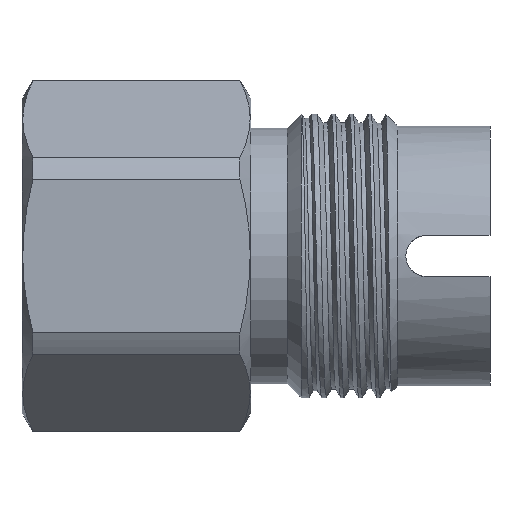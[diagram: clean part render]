
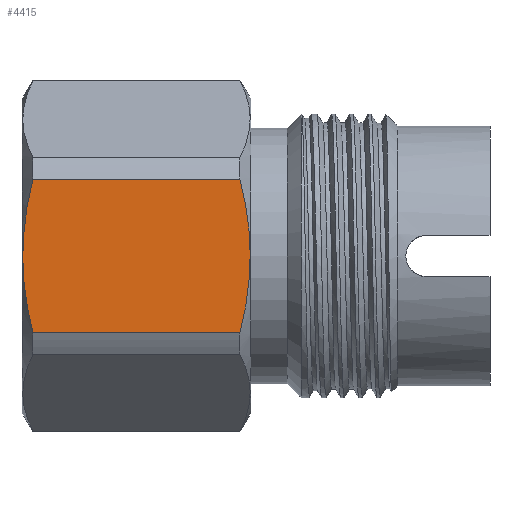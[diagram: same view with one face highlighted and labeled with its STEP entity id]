
A CAD part, left-side view. The second image highlights one B-rep face of the part: STEP entity #4415.
In plain terms, the highlighted planar face has unit normal (-1, 0, 0).
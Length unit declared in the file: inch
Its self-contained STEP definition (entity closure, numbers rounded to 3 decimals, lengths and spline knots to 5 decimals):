
#229 = DIRECTION ( 'NONE',  ( 1., 0., 0. ) ) ;
#607 = CARTESIAN_POINT ( 'NONE',  ( -0.625, 1.84711, -0.0513 ) ) ;
#657 = CARTESIAN_POINT ( 'NONE',  ( -0.625, 1.8067, 0.30397 ) ) ;
#696 = VECTOR ( 'NONE', #10890, 39.37008 ) ;
#826 = CARTESIAN_POINT ( 'NONE',  ( -0.625, 1.84343, -0.10219 ) ) ;
#1277 = ORIENTED_EDGE ( 'NONE', *, *, #12020, .F. ) ;
#1481 = DIRECTION ( 'NONE',  ( 0., 0., -1. ) ) ;
#1729 = ORIENTED_EDGE ( 'NONE', *, *, #11649, .F. ) ;
#1911 = EDGE_LOOP ( 'NONE', ( #1277, #13820, #1729, #2563 ) ) ;
#1953 = CARTESIAN_POINT ( 'NONE',  ( -0.625, 0.9883, -0.30397 ) ) ;
#1958 = CARTESIAN_POINT ( 'NONE',  ( -0.625, 1.82873, -0.20342 ) ) ;
#2513 = VECTOR ( 'NONE', #13810, 39.37008 ) ;
#2563 = ORIENTED_EDGE ( 'NONE', *, *, #15527, .F. ) ;
#4405 = CARTESIAN_POINT ( 'NONE',  ( -0.625, 0.9883, 0.30397 ) ) ;
#4415 = ADVANCED_FACE ( 'NONE', ( #9975 ), #10503, .F. ) ;
#4474 = CARTESIAN_POINT ( 'NONE',  ( -0.625, 1.83987, 0.12829 ) ) ;
#4572 = CARTESIAN_POINT ( 'NONE',  ( -0.625, 0.96199, -0.17815 ) ) ;
#4628 = CARTESIAN_POINT ( 'NONE',  ( -0.625, 0.94788, 0.02545 ) ) ;
#4860 = B_SPLINE_CURVE_WITH_KNOTS ( 'NONE', 3,
 ( #4405, #15904, #5819, #12315, #5932, #13547, #4628, #9781, #13603, #4572, #5881, #14824, #9832, #14880 ),
 .UNSPECIFIED., .F., .F.,
 ( 4, 2, 2, 2, 2, 2, 4 ),
 ( 0.00823, 0.01211, 0.01405, 0.01599, 0.01987, 0.02181, 0.02375 ),
 .UNSPECIFIED. ) ;
#5819 = CARTESIAN_POINT ( 'NONE',  ( -0.625, 0.96565, 0.20459 ) ) ;
#5881 = CARTESIAN_POINT ( 'NONE',  ( -0.625, 0.96627, -0.20342 ) ) ;
#5896 = CARTESIAN_POINT ( 'NONE',  ( -0.625, 1.813, -0.27904 ) ) ;
#5932 = CARTESIAN_POINT ( 'NONE',  ( -0.625, 0.95241, 0.10254 ) ) ;
#5936 = VERTEX_POINT ( 'NONE', #13149 ) ;
#6598 = CARTESIAN_POINT ( 'NONE',  ( -0.625, 2., -0.36084 ) ) ;
#7011 = CARTESIAN_POINT ( 'NONE',  ( -0.625, 1.84712, 0.02545 ) ) ;
#7071 = AXIS2_PLACEMENT_3D ( 'NONE', #6598, #229, #1481 ) ;
#7176 = CARTESIAN_POINT ( 'NONE',  ( -0.625, 1.84621, 0.0511 ) ) ;
#7208 = CARTESIAN_POINT ( 'NONE',  ( -0.625, 0., 0.30397 ) ) ;
#7232 = CARTESIAN_POINT ( 'NONE',  ( -0.625, 1.8067, -0.30397 ) ) ;
#7570 = CARTESIAN_POINT ( 'NONE',  ( -0.625, 0.9883, 0.30397 ) ) ;
#8337 = CARTESIAN_POINT ( 'NONE',  ( -0.625, 1.81917, 0.25459 ) ) ;
#9056 = EDGE_CURVE ( 'NONE', #16077, #10791, #4860, .T. ) ;
#9418 = VERTEX_POINT ( 'NONE', #10521 ) ;
#9781 = CARTESIAN_POINT ( 'NONE',  ( -0.625, 0.94789, -0.0513 ) ) ;
#9796 = CARTESIAN_POINT ( 'NONE',  ( -0.625, 1.82935, 0.20459 ) ) ;
#9832 = CARTESIAN_POINT ( 'NONE',  ( -0.625, 0.982, -0.27904 ) ) ;
#9975 = FACE_OUTER_BOUND ( 'NONE', #1911, .T. ) ;
#10503 = PLANE ( 'NONE',  #7071 ) ;
#10521 = CARTESIAN_POINT ( 'NONE',  ( -0.625, 1.8067, 0.30397 ) ) ;
#10791 = VERTEX_POINT ( 'NONE', #1953 ) ;
#10877 = CARTESIAN_POINT ( 'NONE',  ( -0.625, 1.84259, 0.10254 ) ) ;
#10890 = DIRECTION ( 'NONE',  ( 0., 1., 0. ) ) ;
#11649 = EDGE_CURVE ( 'NONE', #9418, #16077, #13933, .T. ) ;
#12020 = EDGE_CURVE ( 'NONE', #10791, #5936, #12954, .T. ) ;
#12315 = CARTESIAN_POINT ( 'NONE',  ( -0.625, 0.95513, 0.12829 ) ) ;
#12954 = LINE ( 'NONE', #16041, #696 ) ;
#13149 = CARTESIAN_POINT ( 'NONE',  ( -0.625, 1.8067, -0.30397 ) ) ;
#13547 = CARTESIAN_POINT ( 'NONE',  ( -0.625, 0.94879, 0.0511 ) ) ;
#13603 = CARTESIAN_POINT ( 'NONE',  ( -0.625, 0.95157, -0.10219 ) ) ;
#13668 = CARTESIAN_POINT ( 'NONE',  ( -0.625, 1.83301, -0.17815 ) ) ;
#13810 = DIRECTION ( 'NONE',  ( 0., -1., 0. ) ) ;
#13820 = ORIENTED_EDGE ( 'NONE', *, *, #9056, .F. ) ;
#13933 = LINE ( 'NONE', #7208, #2513 ) ;
#14429 = B_SPLINE_CURVE_WITH_KNOTS ( 'NONE', 3,
 ( #7232, #5896, #14839, #1958, #13668, #826, #607, #7011, #7176, #10877, #4474, #9796, #8337, #657 ),
 .UNSPECIFIED., .F., .F.,
 ( 4, 2, 2, 2, 2, 2, 4 ),
 ( 0.01783, 0.01977, 0.02172, 0.02561, 0.02755, 0.0295, 0.03339 ),
 .UNSPECIFIED. ) ;
#14824 = CARTESIAN_POINT ( 'NONE',  ( -0.625, 0.97627, -0.25383 ) ) ;
#14839 = CARTESIAN_POINT ( 'NONE',  ( -0.625, 1.81873, -0.25383 ) ) ;
#14880 = CARTESIAN_POINT ( 'NONE',  ( -0.625, 0.9883, -0.30397 ) ) ;
#15527 = EDGE_CURVE ( 'NONE', #5936, #9418, #14429, .T. ) ;
#15904 = CARTESIAN_POINT ( 'NONE',  ( -0.625, 0.97583, 0.25459 ) ) ;
#16041 = CARTESIAN_POINT ( 'NONE',  ( -0.625, 0., -0.30397 ) ) ;
#16077 = VERTEX_POINT ( 'NONE', #7570 ) ;
